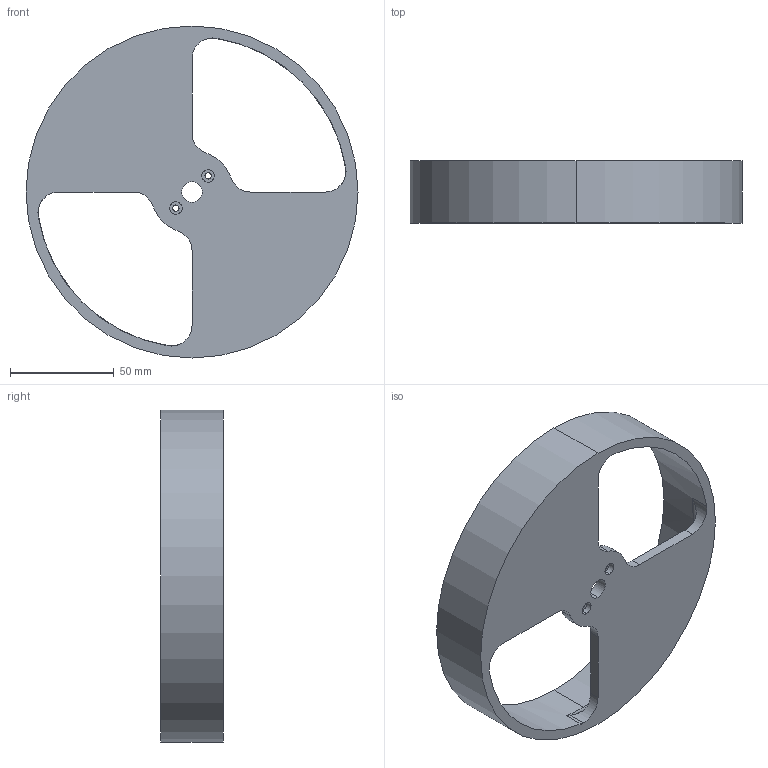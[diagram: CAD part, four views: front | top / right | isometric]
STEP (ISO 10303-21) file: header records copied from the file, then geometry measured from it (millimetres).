
FILE_DESCRIPTION (( 'STEP AP214' ), '1' );
FILE_NAME ('reaction_wheel.STEP', '2020-05-24T09:52:14', ( '' ), ( '' ), 'SwSTEP 2.0', 'SolidWorks 2016', '' );
FILE_SCHEMA (( 'AUTOMOTIVE_DESIGN' ));
Length unit declared in the file: millimetre
Products named in the file (2): reaction_wheel
Bounding box: 160 x 30 x 160 mm (x, y, z)
Volume: 123226.3 mm3; surface area: 53081.3 mm2
Topology: 1 solids, 1 shells, 42 faces, 112 edges, 73 vertices
Faces by surface type: cylinder 25, plane 11, torus 6
Entity records: 1514 total; most frequent: CARTESIAN_POINT 352, DIRECTION 255, ORIENTED_EDGE 224, EDGE_CURVE 112, AXIS2_PLACEMENT_3D 108, VERTEX_POINT 73, CIRCLE 64, EDGE_LOOP 53
